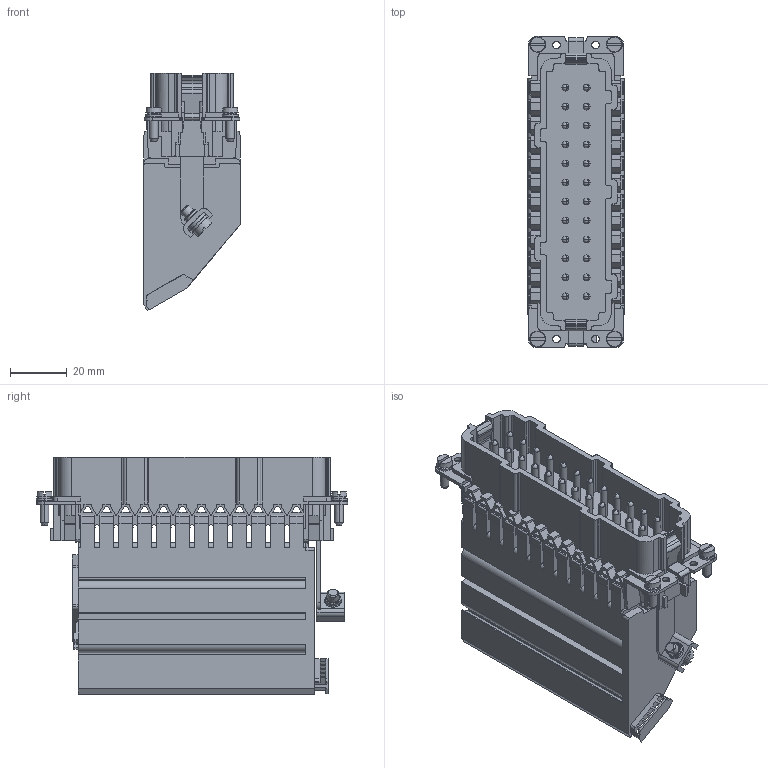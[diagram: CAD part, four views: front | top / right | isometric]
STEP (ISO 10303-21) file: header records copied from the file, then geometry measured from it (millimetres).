
FILE_DESCRIPTION(('CATIA V5 STEP Exchange','CAx-IF Rec.Pracs.--- Model Styling and Organization---1.4--- 2014-01-23'),'2;1');
FILE_NAME ('040152-6_0_1848770000_1848770000.stp','2020-07-03T05:16:19+00:00',('none'),('Weidmueller'),'CATIA Version 5-6 Release 2016 SP3 HF44','CATIA V5 STEP AP214','none');
FILE_SCHEMA(('AUTOMOTIVE_DESIGN { 1 0 10303 214 1 1 1 1 }'));
Products named in the file (1): 1848770000
Bounding box: 34 x 109.83 x 83.8 mm (x, y, z)
Volume: 146849.2 mm3; surface area: 59540.1 mm2
Topology: 28 solids, 30 shells, 3057 faces, 8876 edges, 5820 vertices
Faces by surface type: plane 2085, cylinder 821, bspline 117, cone 18, extrusion 16
Entity records: 105211 total; most frequent: CARTESIAN_POINT 28515, ORIENTED_EDGE 17560, DIRECTION 13220, EDGE_CURVE 8780, VECTOR 6813, LINE 6797, VERTEX_POINT 5816, AXIS2_PLACEMENT_3D 3607
